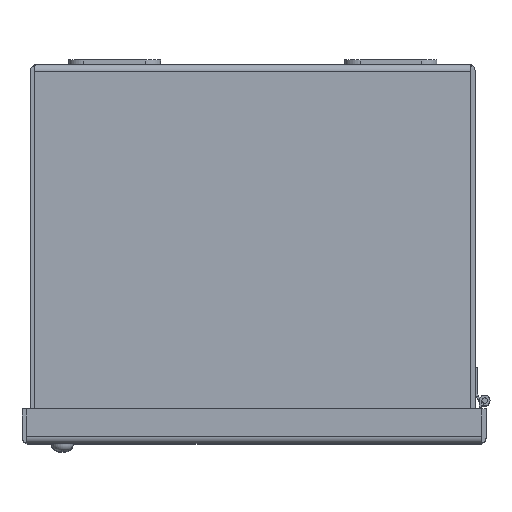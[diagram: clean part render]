
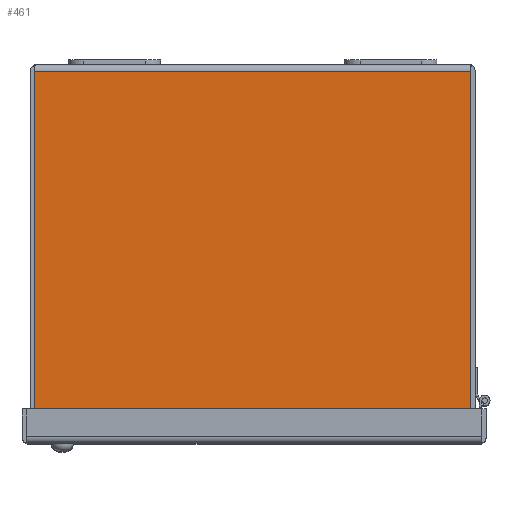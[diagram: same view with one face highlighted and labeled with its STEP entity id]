
A CAD part, top view. The second image highlights one B-rep face of the part: STEP entity #461.
In plain terms, the highlighted planar face has unit normal (0, 0, 1).
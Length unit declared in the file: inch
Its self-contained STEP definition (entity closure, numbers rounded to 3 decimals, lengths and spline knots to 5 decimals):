
#461 = ADVANCED_FACE ( 'NONE', ( #17380 ), #19296, .T. ) ;
#2052 = CARTESIAN_POINT ( 'NONE',  ( -24.781, -0.108, 4.125 ) ) ;
#2073 = DIRECTION ( 'NONE',  ( 0., -1., 0. ) ) ;
#2275 = VECTOR ( 'NONE', #22429, 39.37008 ) ;
#3010 = DIRECTION ( 'NONE',  ( 0., 0., 1. ) ) ;
#4344 = CARTESIAN_POINT ( 'NONE',  ( -24.781, -5.892, 4.125 ) ) ;
#4587 = LINE ( 'NONE', #4344, #2275 ) ;
#5355 = ORIENTED_EDGE ( 'NONE', *, *, #9327, .F. ) ;
#5862 = VERTEX_POINT ( 'NONE', #17225 ) ;
#6969 = CARTESIAN_POINT ( 'NONE',  ( -24.781, 0., 4.125 ) ) ;
#7543 = DIRECTION ( 'NONE',  ( -1., 0., 0. ) ) ;
#8907 = LINE ( 'NONE', #10926, #17507 ) ;
#8988 = CARTESIAN_POINT ( 'NONE',  ( 3.55289, -0.108, 4.125 ) ) ;
#9261 = CARTESIAN_POINT ( 'NONE',  ( -3.55289, -5.892, 4.125 ) ) ;
#9327 = EDGE_CURVE ( 'NONE', #9791, #20208, #8907, .T. ) ;
#9468 = VECTOR ( 'NONE', #20149, 39.37008 ) ;
#9791 = VERTEX_POINT ( 'NONE', #8988 ) ;
#10184 = DIRECTION ( 'NONE',  ( 1., 0., 0. ) ) ;
#10287 = ORIENTED_EDGE ( 'NONE', *, *, #10599, .T. ) ;
#10599 = EDGE_CURVE ( 'NONE', #22451, #20208, #4587, .T. ) ;
#10926 = CARTESIAN_POINT ( 'NONE',  ( 3.55289, -0.108, 4.125 ) ) ;
#12842 = CARTESIAN_POINT ( 'NONE',  ( -3.55289, -0.108, 4.125 ) ) ;
#14023 = CARTESIAN_POINT ( 'NONE',  ( 3.55289, -5.892, 4.125 ) ) ;
#14357 = ORIENTED_EDGE ( 'NONE', *, *, #18044, .F. ) ;
#17225 = CARTESIAN_POINT ( 'NONE',  ( -3.55289, -0.108, 4.125 ) ) ;
#17380 = FACE_OUTER_BOUND ( 'NONE', #20126, .T. ) ;
#17507 = VECTOR ( 'NONE', #2073, 39.37008 ) ;
#18044 = EDGE_CURVE ( 'NONE', #22451, #5862, #23636, .T. ) ;
#18458 = LINE ( 'NONE', #2052, #19149 ) ;
#19149 = VECTOR ( 'NONE', #7543, 39.37008 ) ;
#19296 = PLANE ( 'NONE',  #20810 ) ;
#20126 = EDGE_LOOP ( 'NONE', ( #14357, #10287, #5355, #20915 ) ) ;
#20149 = DIRECTION ( 'NONE',  ( 0., 1., 0. ) ) ;
#20208 = VERTEX_POINT ( 'NONE', #14023 ) ;
#20810 = AXIS2_PLACEMENT_3D ( 'NONE', #6969, #3010, #10184 ) ;
#20915 = ORIENTED_EDGE ( 'NONE', *, *, #23149, .T. ) ;
#22429 = DIRECTION ( 'NONE',  ( 1., 0., 0. ) ) ;
#22451 = VERTEX_POINT ( 'NONE', #9261 ) ;
#23149 = EDGE_CURVE ( 'NONE', #9791, #5862, #18458, .T. ) ;
#23636 = LINE ( 'NONE', #12842, #9468 ) ;
